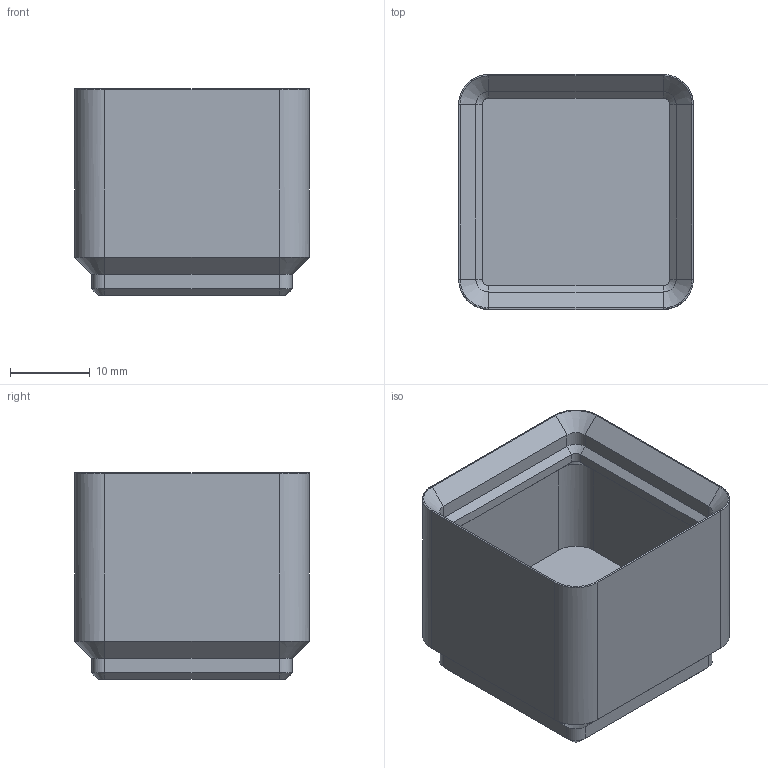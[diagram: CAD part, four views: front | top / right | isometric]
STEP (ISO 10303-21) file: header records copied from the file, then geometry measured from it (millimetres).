
FILE_DESCRIPTION(('Open CASCADE Model'),'2;1');
FILE_NAME('Open CASCADE Shape Model','2025-09-02T23:05:59',('Author'),( 'Open CASCADE'),'Open CASCADE STEP processor 7.6','Open CASCADE 7.6' ,'Unknown');
FILE_SCHEMA(('AP242_MANAGED_MODEL_BASED_3D_ENGINEERING_MIM_LF. {1 0 10303 442 1 1 4 }'));
Length unit declared in the file: millimetre
Products named in the file (1): Open CASCADE STEP translator 7.6 1
Bounding box: 29.38 x 29.38 x 25.85 mm (x, y, z)
Volume: 7218.6 mm3; surface area: 6562.1 mm2
Topology: 1 solids, 1 shells, 98 faces, 204 edges, 112 vertices
Faces by surface type: plane 46, cylinder 28, cone 20, bspline 4
Full cylindrical faces by diameter (mm): 6.1 x4
Entity records: 5910 total; most frequent: CARTESIAN_POINT 1707, DIRECTION 804, LINE 484, VECTOR 484, ORIENTED_EDGE 408, PCURVE 408, DEFINITIONAL_REPRESENTATION 408, EDGE_CURVE 204
